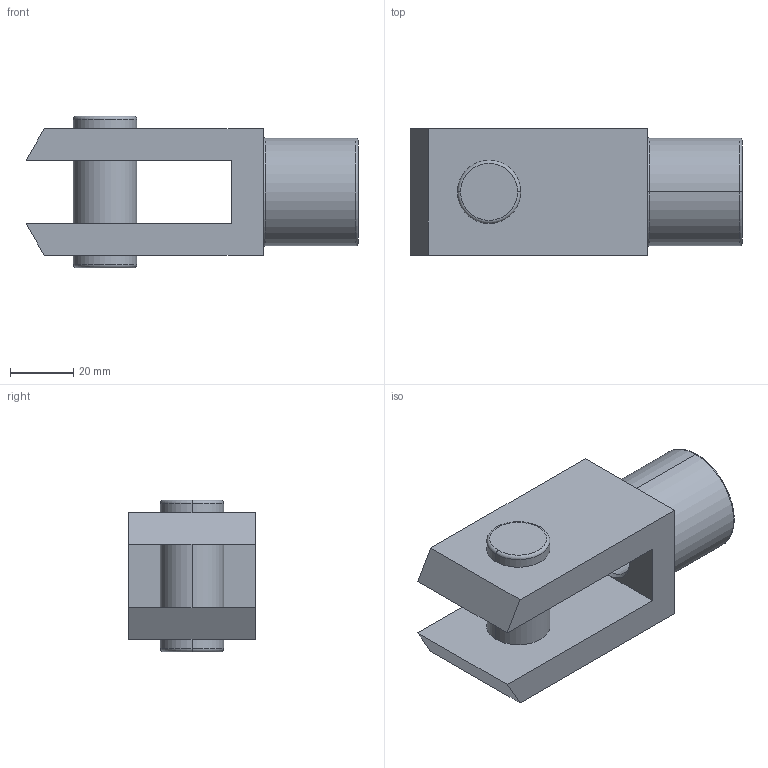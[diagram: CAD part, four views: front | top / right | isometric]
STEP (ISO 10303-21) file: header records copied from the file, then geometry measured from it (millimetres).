
FILE_DESCRIPTION(('HOOPS Exchange Step'),'2;1');
FILE_NAME('export-6F8229AA-AD1F-4BA3-ADF7-B6DEE46A720F.stp','2021-12-30T17:21:41+01:00',('Engineering'),('Alibre'),'HOOPS Exchange 2021.0','Alibre','Unknown authorisation');
FILE_SCHEMA( ('AP242_MANAGED_MODEL_BASED_3D_ENGINEERING_MIM_LF {1 0 10303 442 1 1 4 }') );
Length unit declared in the file: millimetre
Products named in the file (2): 4033-1 W0950802020 GK-M-080-100 M20x1,5; 4033 W0950802020 GK-M-080-100 M20x1,5
Assembly tree (1 placements, depth 2):
  4033 W0950802020 GK-M-080-100 M20x1,5
    4033-1 W0950802020 GK-M-080-100 M20x1,5
Bounding box: 105 x 40 x 48 mm (x, y, z)
Volume: 91050.9 mm3; surface area: 23290.2 mm2
Topology: 1 solids, 1 shells, 36 faces, 80 edges, 48 vertices
Faces by surface type: plane 14, cylinder 10, torus 8, cone 4
Entity records: 1072 total; most frequent: DIRECTION 202, CARTESIAN_POINT 169, ORIENTED_EDGE 160, AXIS2_PLACEMENT_3D 81, EDGE_CURVE 80, VERTEX_POINT 48, EDGE_LOOP 42, FACE_BOUND 42
